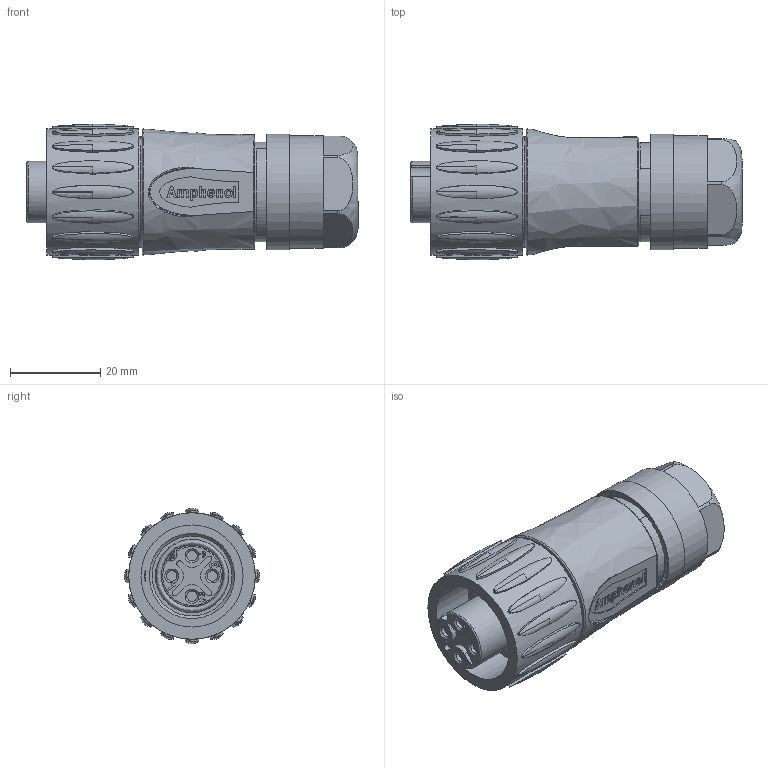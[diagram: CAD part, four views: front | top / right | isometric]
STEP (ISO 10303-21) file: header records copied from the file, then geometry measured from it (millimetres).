
FILE_DESCRIPTION(/* description */ (''),/* implementation_level */ '2;1');
FILE_NAME(/* name */ 'c016 20d003 210 12nxc001-01.stp',/* time_stamp */ '2021-11-22T11:54:06+01:00',/* author */ (''),/* organization */ (''),/* preprocessor_version */ 'ST-DEVELOPER v16.7',/* originating_system */ 'SIEMENS PLM Software NX 12.0',/* authorisation */ '');
FILE_SCHEMA (('AUTOMOTIVE_DESIGN { 1 0 10303 214 3 1 1 1 }'));
Products named in the file (18): org 14 x 1 60sh swnxm001-01; n 06 009 0006nxm001-03; n 16 012 3001nxm001-07; n 02 020 0010nxm001-02; n 03 030 0019 2nxm001-04; org 17_1x1_6 70shnxm001-01; org 12_0x2_0nxm001-01; c016 e02 041 e10nxm001-16; dsrfl m2_5x8nxm001-01; n 16 110 0010nxm001-02; n 16 110 0009nxm001-09; c016 g26 041 e10nxm001-08; C016 G10 041 E10-13; C016 G11 041 E10-15; n 16 012 3000nxm001-01; c016 e02 041 g10nxm001-01; c016 20d003 210 12nxm001-01; c016 20d003 210 12nxc001-01
Assembly tree (24 placements, depth 4):
  c016 20d003 210 12nxc001-01
    c016 20d003 210 12nxm001-01
      C016 G11 041 E10-15
      c016 e02 041 g10nxm001-01
        c016 e02 041 e10nxm001-16
        org 12_0x2_0nxm001-01
        org 17_1x1_6 70shnxm001-01
        n 03 030 0019 2nxm001-04  x4
        n 02 020 0010nxm001-02  x4
      C016 G10 041 E10-13
      c016 g26 041 e10nxm001-08
      n 16 012 3000nxm001-01
        n 16 012 3001nxm001-07
        n 06 009 0006nxm001-03
        org 14 x 1 60sh swnxm001-01
      n 16 110 0009nxm001-09
      n 16 110 0010nxm001-02
      dsrfl m2_5x8nxm001-01  x2
Bounding box: 73.51 x 30 x 30 mm (x, y, z)
Volume: 51042.7 mm3; surface area: 26700.6 mm2
Topology: 8 solids, 8 shells, 1703 faces, 4502 edges, 2899 vertices
Faces by surface type: plane 1064, cylinder 364, bspline 206, extrusion 40, cone 28, revolution 1
Full cylindrical faces by diameter (mm): 2 x2, 2.3 x4, 2.5 x2, 2.6 x2, 3.6 x2, 9 x1, 14.2 x1, 14.5 x2, 17.8 x1, 19.9 x1, 20 x1, 21.2 x1, 22 x1, 22.6 x2, 22.8 x1, 23 x2, 24.5 x2, 25 x3, 25.5 x2, 28 x2
Entity records: 76206 total; most frequent: CARTESIAN_POINT 24486, ORIENTED_EDGE 8576, DIRECTION 7537, EDGE_CURVE 4288, VECTOR 2874, VERTEX_POINT 2863, LINE 2834, AXIS2_PLACEMENT_3D 2331
